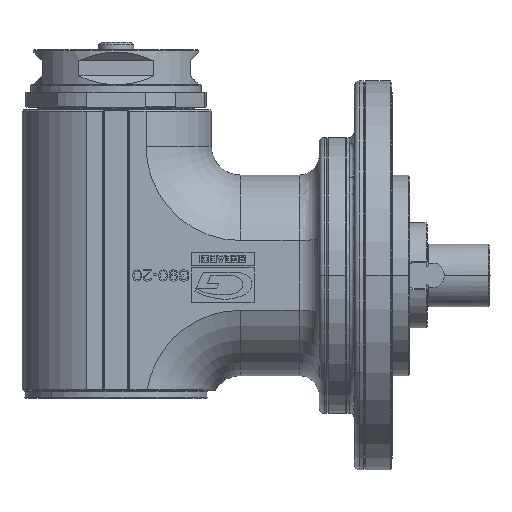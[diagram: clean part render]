
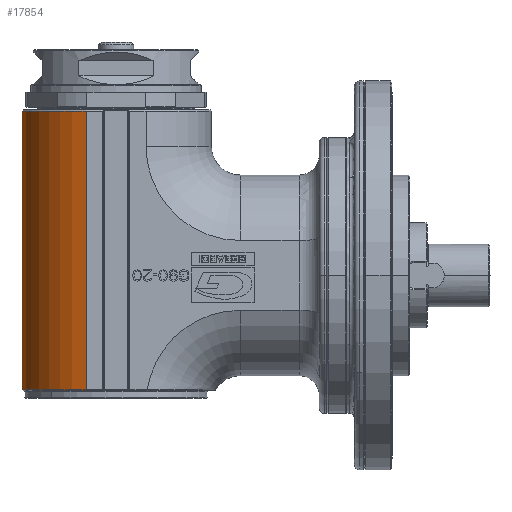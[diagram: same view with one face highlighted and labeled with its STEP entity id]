
A CAD part, left-side view. The second image highlights one B-rep face of the part: STEP entity #17854.
In plain terms, the highlighted cylindrical face has radius 40 mm (diameter 80 mm), a partial arc.
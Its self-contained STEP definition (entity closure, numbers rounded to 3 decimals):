
#443=CARTESIAN_POINT('',(0.,90.,65.5));
#444=DIRECTION('',(0.,0.,-1.));
#445=DIRECTION('',(-0.938,0.348,0.));
#446=AXIS2_PLACEMENT_3D('',#443,#444,#445);
#448=DIRECTION('',(0.,0.,-1.));
#449=VECTOR('',#448,111.);
#450=CARTESIAN_POINT('',(-37.5,103.919,65.5));
#451=LINE('',#450,#449);
#452=CARTESIAN_POINT('',(0.,90.,-45.5));
#453=DIRECTION('',(0.,0.,-1.));
#454=DIRECTION('',(-0.938,0.348,0.));
#455=AXIS2_PLACEMENT_3D('',#452,#453,#454);
#457=DIRECTION('',(0.,0.,-1.));
#458=VECTOR('',#457,111.);
#459=CARTESIAN_POINT('',(-6.305,129.5,65.5));
#460=LINE('',#459,#458);
#14510=CARTESIAN_POINT('',(-6.305,129.5,
65.5));
#14512=VERTEX_POINT('',#14510);
#14528=CARTESIAN_POINT('',(-6.305,129.5,
-45.5));
#14529=VERTEX_POINT('',#14528);
#14534=CARTESIAN_POINT('',(-37.5,103.919,-45.5));
#14535=VERTEX_POINT('',#14534);
#14543=CARTESIAN_POINT('',(-37.5,103.919,
65.5));
#14544=VERTEX_POINT('',#14543);
#17842=CARTESIAN_POINT('',(0.,90.,66.));
#17843=DIRECTION('',(0.,0.,-1.));
#17844=DIRECTION('',(1.,0.,0.));
#17845=AXIS2_PLACEMENT_3D('',#17842,#17843,#17844);
#17846=CYLINDRICAL_SURFACE('',#17845,40.);
#17847=ORIENTED_EDGE('',*,*,#17836,.F.);
#17849=ORIENTED_EDGE('',*,*,#17848,.T.);
#17850=ORIENTED_EDGE('',*,*,#17780,.T.);
#17851=ORIENTED_EDGE('',*,*,#17807,.F.);
#17852=EDGE_LOOP('',(#17847,#17849,#17850,#17851));
#17853=FACE_OUTER_BOUND('',#17852,.F.);
#17854=ADVANCED_FACE('',(#17853),#17846,.T.);
#447=CIRCLE('',#446,40.);
#456=CIRCLE('',#455,40.);
#17780=EDGE_CURVE('',#14535,#14529,#456,.T.);
#17807=EDGE_CURVE('',#14512,#14529,#460,.T.);
#17836=EDGE_CURVE('',#14544,#14512,#447,.T.);
#17848=EDGE_CURVE('',#14544,#14535,#451,.T.);
